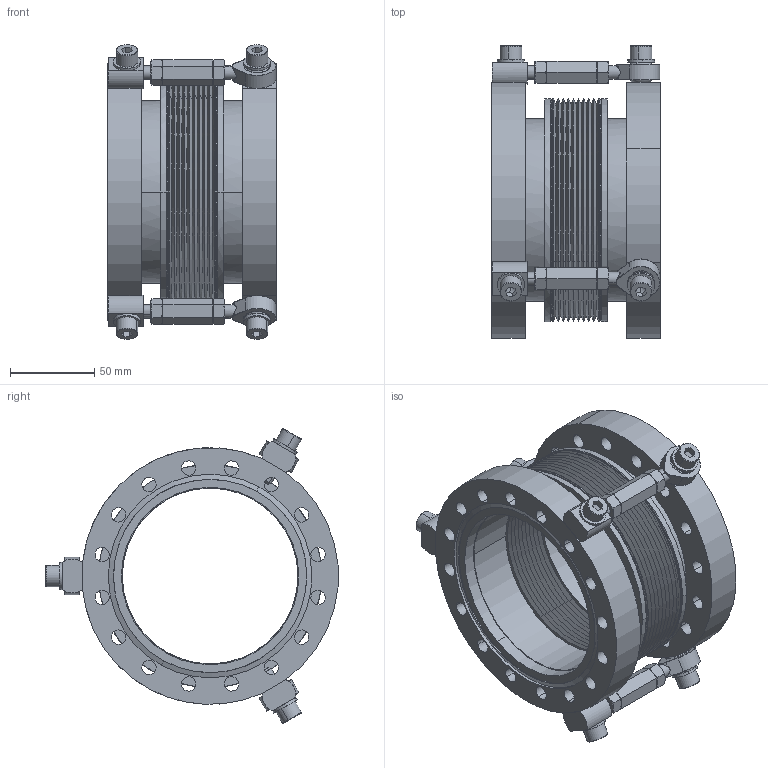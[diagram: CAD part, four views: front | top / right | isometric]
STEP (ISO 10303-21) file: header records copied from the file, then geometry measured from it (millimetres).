
FILE_DESCRIPTION(('CATIA V5 STEP Exchange'),'2;1');
FILE_NAME('PA100.stp','2014-06-26T05:27:17+00:00',('none'),('none'),'CATIA Version 5 Release 20 SP 7 (IN-10)','CATIA V5 STEP AP214','none');
FILE_SCHEMA(('AUTOMOTIVE_DESIGN { 1 0 10303 214 1 1 1 1 }'));
Length unit declared in the file: millimetre
Products named in the file (1): PA100
Bounding box: 100 x 172.9 x 174.5 mm (x, y, z)
Volume: 551222.1 mm3; surface area: 209511.5 mm2
Topology: 1 solids, 15 shells, 805 faces, 1956 edges, 1216 vertices
Faces by surface type: plane 308, cylinder 263, cone 154, torus 40, sphere 24, bspline 16
Entity records: 26704 total; most frequent: CARTESIAN_POINT 6594, ORIENTED_EDGE 3888, DIRECTION 2650, EDGE_CURVE 1944, AXIS2_PLACEMENT_3D 1386, VERTEX_POINT 1216, EDGE_LOOP 942, CIRCLE 878
